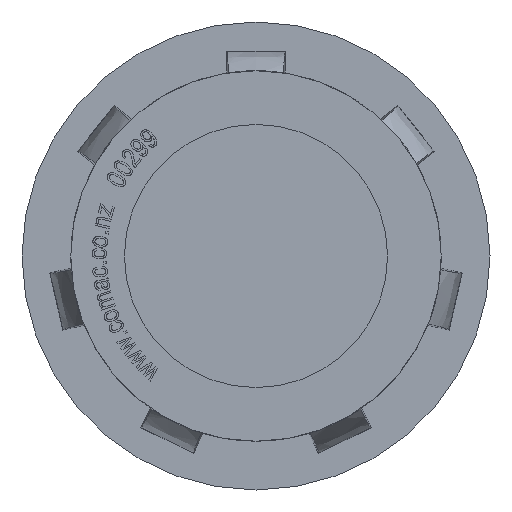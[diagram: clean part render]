
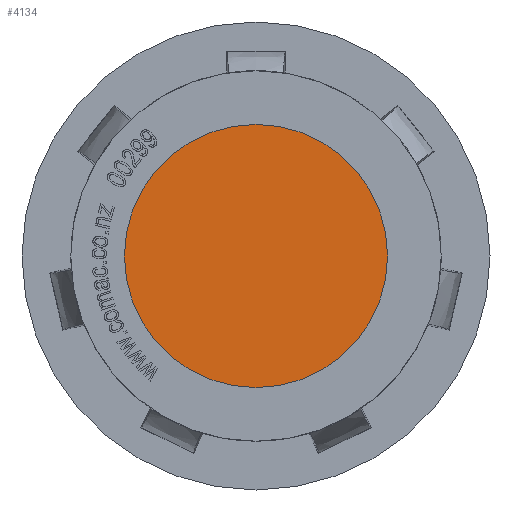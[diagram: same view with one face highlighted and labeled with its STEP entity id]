
A CAD part, front view. The second image highlights one B-rep face of the part: STEP entity #4134.
In plain terms, the highlighted planar face has unit normal (0, -1, 0).
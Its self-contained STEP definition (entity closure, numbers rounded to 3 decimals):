
#679 = EDGE_CURVE ( 'NONE', #2426, #10415, #10207, .T. ) ;
#1374 = PLANE ( 'NONE',  #7882 ) ;
#2299 = CARTESIAN_POINT ( 'NONE',  ( 0., 0., 0. ) ) ;
#2426 = VERTEX_POINT ( 'NONE', #12948 ) ;
#2690 = ORIENTED_EDGE ( 'NONE', *, *, #12556, .T. ) ;
#3370 = DIRECTION ( 'NONE',  ( 0., -1., 0. ) ) ;
#3946 = CARTESIAN_POINT ( 'NONE',  ( 0., 0., 0. ) ) ;
#4134 = ADVANCED_FACE ( 'NONE', ( #13767 ), #1374, .F. ) ;
#5419 = DIRECTION ( 'NONE',  ( 0., 0., 1. ) ) ;
#6327 = CIRCLE ( 'NONE', #11266, 13.5 ) ;
#6578 = AXIS2_PLACEMENT_3D ( 'NONE', #9301, #15554, #14330 ) ;
#7882 = AXIS2_PLACEMENT_3D ( 'NONE', #3946, #13054, #5419 ) ;
#8532 = EDGE_LOOP ( 'NONE', ( #15107, #2690 ) ) ;
#8603 = CARTESIAN_POINT ( 'NONE',  ( 0., 0., -13.5 ) ) ;
#9301 = CARTESIAN_POINT ( 'NONE',  ( 0., 0., 0. ) ) ;
#9765 = DIRECTION ( 'NONE',  ( 1., 0., 0. ) ) ;
#10207 = CIRCLE ( 'NONE', #6578, 13.5 ) ;
#10415 = VERTEX_POINT ( 'NONE', #8603 ) ;
#11266 = AXIS2_PLACEMENT_3D ( 'NONE', #2299, #3370, #9765 ) ;
#12556 = EDGE_CURVE ( 'NONE', #10415, #2426, #6327, .T. ) ;
#12948 = CARTESIAN_POINT ( 'NONE',  ( 0., 0., 13.5 ) ) ;
#13054 = DIRECTION ( 'NONE',  ( 0., 1., 0. ) ) ;
#13767 = FACE_OUTER_BOUND ( 'NONE', #8532, .T. ) ;
#14330 = DIRECTION ( 'NONE',  ( 1., 0., 0. ) ) ;
#15107 = ORIENTED_EDGE ( 'NONE', *, *, #679, .T. ) ;
#15554 = DIRECTION ( 'NONE',  ( 0., -1., 0. ) ) ;
